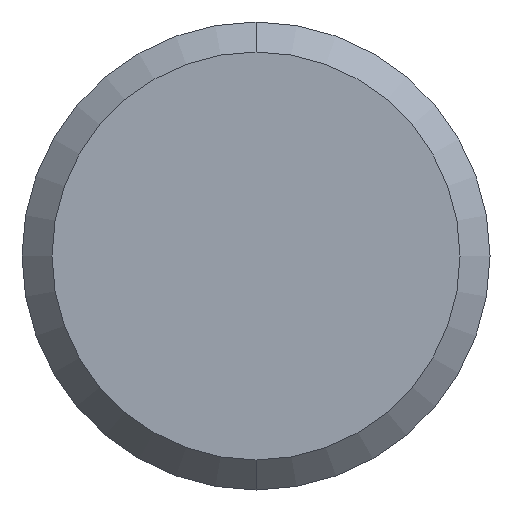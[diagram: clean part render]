
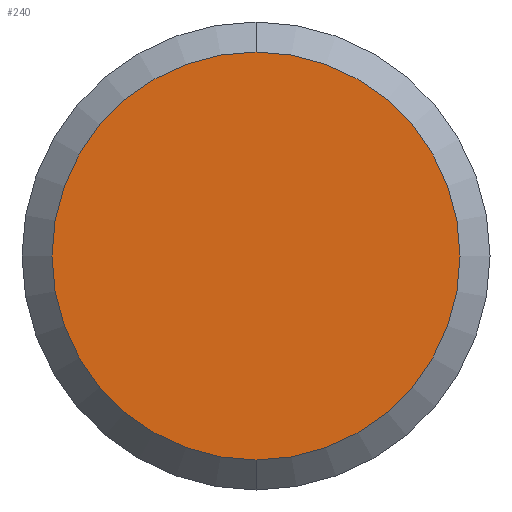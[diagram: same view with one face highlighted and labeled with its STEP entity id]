
A CAD part, front view. The second image highlights one B-rep face of the part: STEP entity #240.
In plain terms, the highlighted planar face has unit normal (0, -1, 0).
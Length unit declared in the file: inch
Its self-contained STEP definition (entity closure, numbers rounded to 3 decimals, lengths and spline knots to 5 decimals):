
#5 = FACE_OUTER_BOUND ( 'NONE', #178, .T. ) ;
#6 = CIRCLE ( 'NONE', #168, 0.1361 ) ;
#9 = DIRECTION ( 'NONE',  ( 0., 0., 1. ) ) ;
#37 = CARTESIAN_POINT ( 'NONE',  ( 0., 0., 0. ) ) ;
#38 = CARTESIAN_POINT ( 'NONE',  ( 0., 0., 0.1361 ) ) ;
#41 = DIRECTION ( 'NONE',  ( 0., 0., 1. ) ) ;
#58 = PLANE ( 'NONE',  #173 ) ;
#64 = CARTESIAN_POINT ( 'NONE',  ( 0., 0., 0. ) ) ;
#70 = ORIENTED_EDGE ( 'NONE', *, *, #255, .T. ) ;
#107 = DIRECTION ( 'NONE',  ( 0., 1., 0. ) ) ;
#138 = VERTEX_POINT ( 'NONE', #254 ) ;
#146 = CIRCLE ( 'NONE', #195, 0.1361 ) ;
#168 = AXIS2_PLACEMENT_3D ( 'NONE', #37, #230, #9 ) ;
#173 = AXIS2_PLACEMENT_3D ( 'NONE', #64, #107, #41 ) ;
#178 = EDGE_LOOP ( 'NONE', ( #275, #70 ) ) ;
#182 = EDGE_CURVE ( 'NONE', #238, #138, #146, .T. ) ;
#195 = AXIS2_PLACEMENT_3D ( 'NONE', #227, #253, #231 ) ;
#227 = CARTESIAN_POINT ( 'NONE',  ( 0., 0., 0. ) ) ;
#230 = DIRECTION ( 'NONE',  ( 0., -1., 0. ) ) ;
#231 = DIRECTION ( 'NONE',  ( 0., 0., 1. ) ) ;
#238 = VERTEX_POINT ( 'NONE', #38 ) ;
#240 = ADVANCED_FACE ( 'NONE', ( #5 ), #58, .F. ) ;
#253 = DIRECTION ( 'NONE',  ( 0., -1., 0. ) ) ;
#254 = CARTESIAN_POINT ( 'NONE',  ( 0., 0., -0.1361 ) ) ;
#255 = EDGE_CURVE ( 'NONE', #138, #238, #6, .T. ) ;
#275 = ORIENTED_EDGE ( 'NONE', *, *, #182, .T. ) ;
